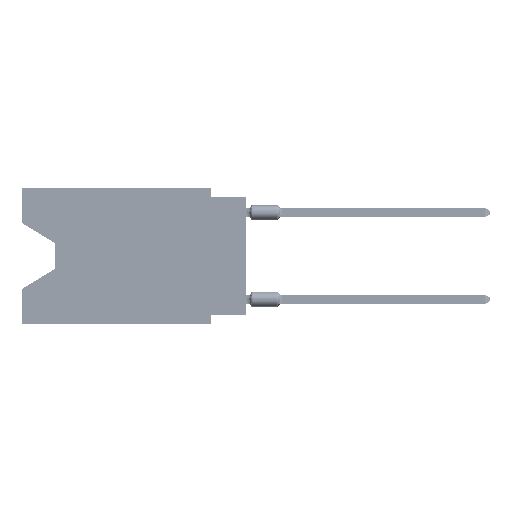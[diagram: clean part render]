
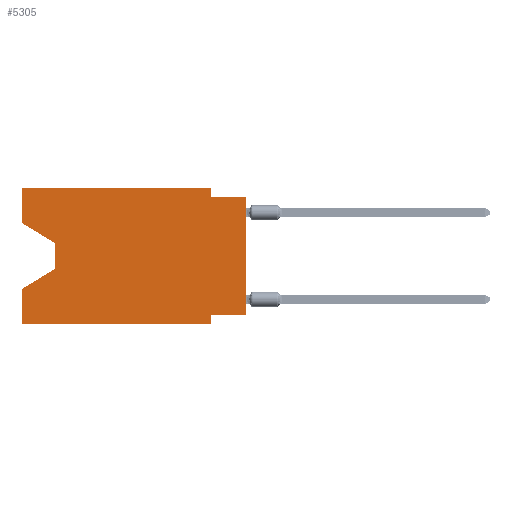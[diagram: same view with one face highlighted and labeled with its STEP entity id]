
A CAD part, left-side view. The second image highlights one B-rep face of the part: STEP entity #5305.
In plain terms, the highlighted planar face has unit normal (-1, 0, 0).
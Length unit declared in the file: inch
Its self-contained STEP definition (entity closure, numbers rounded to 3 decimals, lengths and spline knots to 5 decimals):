
#643 = EDGE_CURVE ( 'NONE', #34476, #60061, #28264, .T. ) ;
#820 = VERTEX_POINT ( 'NONE', #71569 ) ;
#1506 = DIRECTION ( 'NONE',  ( 0., 0., -1. ) ) ;
#3150 = ORIENTED_EDGE ( 'NONE', *, *, #30338, .F. ) ;
#3224 = LINE ( 'NONE', #79315, #24655 ) ;
#5147 = ORIENTED_EDGE ( 'NONE', *, *, #643, .F. ) ;
#5305 = ADVANCED_FACE ( 'NONE', ( #87739 ), #11622, .F. ) ;
#5985 = ORIENTED_EDGE ( 'NONE', *, *, #61048, .F. ) ;
#6790 = DIRECTION ( 'NONE',  ( 0., 0., -1. ) ) ;
#7043 = VECTOR ( 'NONE', #1506, 39.37008 ) ;
#11476 = CARTESIAN_POINT ( 'NONE',  ( 0., 0.645, 0. ) ) ;
#11510 = VECTOR ( 'NONE', #76587, 39.37008 ) ;
#11622 = PLANE ( 'NONE',  #49888 ) ;
#12018 = VERTEX_POINT ( 'NONE', #49564 ) ;
#14361 = VECTOR ( 'NONE', #6790, 39.37008 ) ;
#15455 = ORIENTED_EDGE ( 'NONE', *, *, #67026, .T. ) ;
#16395 = CARTESIAN_POINT ( 'NONE',  ( 0., 0.1, -0.39 ) ) ;
#17198 = CARTESIAN_POINT ( 'NONE',  ( 0., 0.645, -0.39 ) ) ;
#18986 = CARTESIAN_POINT ( 'NONE',  ( 0., 0., 0. ) ) ;
#19631 = ORIENTED_EDGE ( 'NONE', *, *, #68078, .T. ) ;
#21271 = EDGE_CURVE ( 'NONE', #32350, #28206, #42963, .T. ) ;
#22600 = CARTESIAN_POINT ( 'NONE',  ( 0., 0., -0.025 ) ) ;
#23855 = DIRECTION ( 'NONE',  ( 0., -1., 0. ) ) ;
#24121 = LINE ( 'NONE', #16395, #28386 ) ;
#24135 = VECTOR ( 'NONE', #80949, 39.37008 ) ;
#24311 = LINE ( 'NONE', #72613, #46524 ) ;
#24655 = VECTOR ( 'NONE', #44683, 39.37008 ) ;
#28206 = VERTEX_POINT ( 'NONE', #31627 ) ;
#28264 = LINE ( 'NONE', #55612, #11510 ) ;
#28386 = VECTOR ( 'NONE', #52352, 39.37008 ) ;
#30338 = EDGE_CURVE ( 'NONE', #12018, #89995, #85442, .T. ) ;
#31627 = CARTESIAN_POINT ( 'NONE',  ( 0., 0.55, -0.232 ) ) ;
#32350 = VERTEX_POINT ( 'NONE', #52012 ) ;
#33742 = EDGE_LOOP ( 'NONE', ( #45990, #69692, #15455, #5147, #45163, #52818, #3150, #19631, #42129, #5985, #53736, #63395 ) ) ;
#34476 = VERTEX_POINT ( 'NONE', #17198 ) ;
#36199 = VERTEX_POINT ( 'NONE', #71827 ) ;
#37013 = CARTESIAN_POINT ( 'NONE',  ( 0., 0.1, -0.39 ) ) ;
#37621 = CARTESIAN_POINT ( 'NONE',  ( 0., 0.645, 0. ) ) ;
#41832 = VECTOR ( 'NONE', #23855, 39.37008 ) ;
#42129 = ORIENTED_EDGE ( 'NONE', *, *, #86063, .F. ) ;
#42963 = LINE ( 'NONE', #57974, #7043 ) ;
#43924 = LINE ( 'NONE', #52097, #81670 ) ;
#44683 = DIRECTION ( 'NONE',  ( 0., -0.855, -0.519 ) ) ;
#44746 = EDGE_CURVE ( 'NONE', #36199, #75422, #43924, .T. ) ;
#45163 = ORIENTED_EDGE ( 'NONE', *, *, #57887, .T. ) ;
#45990 = ORIENTED_EDGE ( 'NONE', *, *, #61961, .T. ) ;
#46524 = VECTOR ( 'NONE', #60270, 39.37008 ) ;
#47273 = VECTOR ( 'NONE', #72996, 39.37008 ) ;
#49564 = CARTESIAN_POINT ( 'NONE',  ( 0., 0., -0.365 ) ) ;
#49888 = AXIS2_PLACEMENT_3D ( 'NONE', #37621, #65412, #73609 ) ;
#50068 = VECTOR ( 'NONE', #84992, 39.37008 ) ;
#52012 = CARTESIAN_POINT ( 'NONE',  ( 0., 0.55, -0.158 ) ) ;
#52097 = CARTESIAN_POINT ( 'NONE',  ( 0., 0.645, 0. ) ) ;
#52352 = DIRECTION ( 'NONE',  ( 0., 0., -1. ) ) ;
#52818 = ORIENTED_EDGE ( 'NONE', *, *, #67440, .F. ) ;
#52978 = CARTESIAN_POINT ( 'NONE',  ( 0., 0.645, -0.39 ) ) ;
#53736 = ORIENTED_EDGE ( 'NONE', *, *, #71992, .F. ) ;
#55543 = VERTEX_POINT ( 'NONE', #62806 ) ;
#55612 = CARTESIAN_POINT ( 'NONE',  ( 0., 0.645, 0. ) ) ;
#56012 = VERTEX_POINT ( 'NONE', #22600 ) ;
#57887 = EDGE_CURVE ( 'NONE', #34476, #76200, #87189, .T. ) ;
#57974 = CARTESIAN_POINT ( 'NONE',  ( 0., 0.55, -0.158 ) ) ;
#58635 = CARTESIAN_POINT ( 'NONE',  ( 0., 0.645, 0. ) ) ;
#59378 = DIRECTION ( 'NONE',  ( 0., 0., 1. ) ) ;
#60061 = VERTEX_POINT ( 'NONE', #81317 ) ;
#60270 = DIRECTION ( 'NONE',  ( 0., -1., 0. ) ) ;
#61048 = EDGE_CURVE ( 'NONE', #55543, #820, #61462, .T. ) ;
#61462 = LINE ( 'NONE', #89291, #14361 ) ;
#61961 = EDGE_CURVE ( 'NONE', #36199, #32350, #3224, .T. ) ;
#62806 = CARTESIAN_POINT ( 'NONE',  ( 0., 0.1, 0. ) ) ;
#63395 = ORIENTED_EDGE ( 'NONE', *, *, #44746, .F. ) ;
#65412 = DIRECTION ( 'NONE',  ( 1., 0., 0. ) ) ;
#67026 = EDGE_CURVE ( 'NONE', #28206, #60061, #73442, .T. ) ;
#67060 = DIRECTION ( 'NONE',  ( 0., -1., 0. ) ) ;
#67440 = EDGE_CURVE ( 'NONE', #89995, #76200, #24121, .T. ) ;
#68078 = EDGE_CURVE ( 'NONE', #12018, #56012, #81402, .T. ) ;
#69692 = ORIENTED_EDGE ( 'NONE', *, *, #21271, .T. ) ;
#70532 = CARTESIAN_POINT ( 'NONE',  ( 0., 0.1, -0.365 ) ) ;
#71569 = CARTESIAN_POINT ( 'NONE',  ( 0., 0.1, -0.025 ) ) ;
#71636 = CARTESIAN_POINT ( 'NONE',  ( 0., 0.55, -0.232 ) ) ;
#71827 = CARTESIAN_POINT ( 'NONE',  ( 0., 0.645, -0.10025 ) ) ;
#71992 = EDGE_CURVE ( 'NONE', #75422, #55543, #80740, .T. ) ;
#72613 = CARTESIAN_POINT ( 'NONE',  ( 0., 0., -0.025 ) ) ;
#72996 = DIRECTION ( 'NONE',  ( 0., 0.855, -0.519 ) ) ;
#73442 = LINE ( 'NONE', #71636, #47273 ) ;
#73609 = DIRECTION ( 'NONE',  ( 0., 0., -1. ) ) ;
#74097 = VECTOR ( 'NONE', #67060, 39.37008 ) ;
#75422 = VERTEX_POINT ( 'NONE', #58635 ) ;
#76200 = VERTEX_POINT ( 'NONE', #37013 ) ;
#76587 = DIRECTION ( 'NONE',  ( 0., 0., 1. ) ) ;
#79315 = CARTESIAN_POINT ( 'NONE',  ( 0., 0.645, -0.10025 ) ) ;
#80740 = LINE ( 'NONE', #11476, #74097 ) ;
#80949 = DIRECTION ( 'NONE',  ( 0., 0., 1. ) ) ;
#81317 = CARTESIAN_POINT ( 'NONE',  ( 0., 0.645, -0.28975 ) ) ;
#81402 = LINE ( 'NONE', #18986, #24135 ) ;
#81670 = VECTOR ( 'NONE', #59378, 39.37008 ) ;
#83628 = CARTESIAN_POINT ( 'NONE',  ( 0., 0., -0.365 ) ) ;
#84992 = DIRECTION ( 'NONE',  ( 0., 1., 0. ) ) ;
#85442 = LINE ( 'NONE', #83628, #50068 ) ;
#86063 = EDGE_CURVE ( 'NONE', #820, #56012, #24311, .T. ) ;
#87189 = LINE ( 'NONE', #52978, #41832 ) ;
#87739 = FACE_OUTER_BOUND ( 'NONE', #33742, .T. ) ;
#89291 = CARTESIAN_POINT ( 'NONE',  ( 0., 0.1, 0. ) ) ;
#89995 = VERTEX_POINT ( 'NONE', #70532 ) ;
